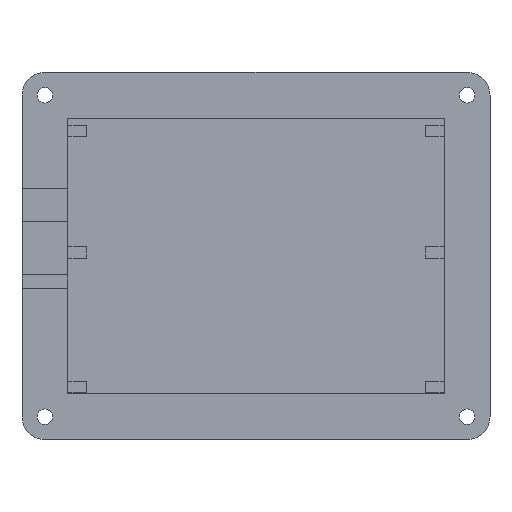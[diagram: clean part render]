
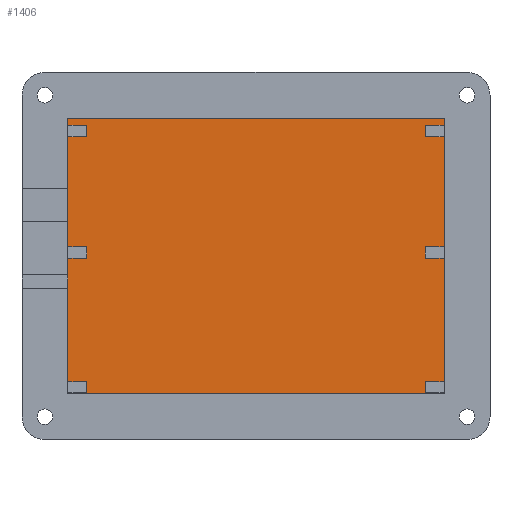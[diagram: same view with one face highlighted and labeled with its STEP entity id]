
A CAD part, front view. The second image highlights one B-rep face of the part: STEP entity #1406.
In plain terms, the highlighted planar face has unit normal (0, -1, 0).
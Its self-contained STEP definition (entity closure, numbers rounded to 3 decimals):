
#112=FACE_OUTER_BOUND('',#200,.T.);
#200=EDGE_LOOP('',(#1213,#1214,#1215,#1216,#1217,#1218,#1219,#1220,#1221,
#1222,#1223,#1224,#1225,#1226,#1227,#1228,#1229,#1230,#1231,#1232,#1233,
#1234,#1235,#1236,#1237,#1238,#1239,#1240));
#283=LINE('',#2048,#436);
#291=LINE('',#2064,#444);
#294=LINE('',#2069,#447);
#297=LINE('',#2074,#450);
#304=LINE('',#2096,#457);
#307=LINE('',#2101,#460);
#310=LINE('',#2106,#463);
#314=LINE('',#2114,#467);
#317=LINE('',#2119,#470);
#319=LINE('',#2123,#472);
#321=LINE('',#2127,#474);
#323=LINE('',#2131,#476);
#325=LINE('',#2135,#478);
#327=LINE('',#2139,#480);
#329=LINE('',#2143,#482);
#331=LINE('',#2147,#484);
#333=LINE('',#2151,#486);
#334=LINE('',#2153,#487);
#335=LINE('',#2155,#488);
#336=LINE('',#2158,#489);
#338=LINE('',#2162,#491);
#340=LINE('',#2166,#493);
#342=LINE('',#2169,#495);
#343=LINE('',#2171,#496);
#344=LINE('',#2173,#497);
#345=LINE('',#2175,#498);
#385=LINE('',#2296,#538);
#386=LINE('',#2298,#539);
#436=VECTOR('',#1628,10.);
#444=VECTOR('',#1636,10.);
#447=VECTOR('',#1639,10.);
#450=VECTOR('',#1642,10.);
#457=VECTOR('',#1659,10.);
#460=VECTOR('',#1662,10.);
#463=VECTOR('',#1665,10.);
#467=VECTOR('',#1669,10.);
#470=VECTOR('',#1674,10.);
#472=VECTOR('',#1678,10.);
#474=VECTOR('',#1682,10.);
#476=VECTOR('',#1686,10.);
#478=VECTOR('',#1690,10.);
#480=VECTOR('',#1694,10.);
#482=VECTOR('',#1698,10.);
#484=VECTOR('',#1702,10.);
#486=VECTOR('',#1706,10.);
#487=VECTOR('',#1709,10.);
#488=VECTOR('',#1712,10.);
#489=VECTOR('',#1715,10.);
#491=VECTOR('',#1719,10.);
#493=VECTOR('',#1723,10.);
#495=VECTOR('',#1727,10.);
#496=VECTOR('',#1730,10.);
#497=VECTOR('',#1733,10.);
#498=VECTOR('',#1736,10.);
#538=VECTOR('',#1874,10.);
#539=VECTOR('',#1877,10.);
#609=VERTEX_POINT('',#2045);
#610=VERTEX_POINT('',#2047);
#617=VERTEX_POINT('',#2061);
#618=VERTEX_POINT('',#2063);
#619=VERTEX_POINT('',#2066);
#620=VERTEX_POINT('',#2068);
#621=VERTEX_POINT('',#2071);
#622=VERTEX_POINT('',#2073);
#631=VERTEX_POINT('',#2093);
#632=VERTEX_POINT('',#2095);
#633=VERTEX_POINT('',#2098);
#634=VERTEX_POINT('',#2100);
#635=VERTEX_POINT('',#2103);
#636=VERTEX_POINT('',#2105);
#639=VERTEX_POINT('',#2111);
#640=VERTEX_POINT('',#2113);
#641=VERTEX_POINT('',#2117);
#642=VERTEX_POINT('',#2121);
#643=VERTEX_POINT('',#2125);
#644=VERTEX_POINT('',#2129);
#645=VERTEX_POINT('',#2133);
#646=VERTEX_POINT('',#2137);
#647=VERTEX_POINT('',#2141);
#648=VERTEX_POINT('',#2145);
#649=VERTEX_POINT('',#2149);
#650=VERTEX_POINT('',#2157);
#651=VERTEX_POINT('',#2161);
#652=VERTEX_POINT('',#2165);
#741=EDGE_CURVE('',#610,#609,#283,.T.);
#749=EDGE_CURVE('',#618,#617,#291,.T.);
#752=EDGE_CURVE('',#620,#619,#294,.T.);
#755=EDGE_CURVE('',#622,#621,#297,.T.);
#766=EDGE_CURVE('',#632,#631,#304,.T.);
#769=EDGE_CURVE('',#634,#633,#307,.T.);
#772=EDGE_CURVE('',#636,#635,#310,.T.);
#776=EDGE_CURVE('',#640,#639,#314,.T.);
#779=EDGE_CURVE('',#641,#622,#317,.T.);
#781=EDGE_CURVE('',#609,#642,#319,.T.);
#783=EDGE_CURVE('',#643,#640,#321,.T.);
#785=EDGE_CURVE('',#644,#620,#323,.T.);
#787=EDGE_CURVE('',#621,#645,#325,.T.);
#789=EDGE_CURVE('',#646,#632,#327,.T.);
#791=EDGE_CURVE('',#647,#618,#329,.T.);
#793=EDGE_CURVE('',#619,#648,#331,.T.);
#795=EDGE_CURVE('',#649,#634,#333,.T.);
#796=EDGE_CURVE('',#645,#644,#334,.T.);
#797=EDGE_CURVE('',#642,#641,#335,.T.);
#798=EDGE_CURVE('',#650,#643,#336,.T.);
#800=EDGE_CURVE('',#651,#646,#338,.T.);
#802=EDGE_CURVE('',#652,#649,#340,.T.);
#804=EDGE_CURVE('',#648,#647,#342,.T.);
#805=EDGE_CURVE('',#635,#652,#343,.T.);
#806=EDGE_CURVE('',#631,#650,#344,.T.);
#807=EDGE_CURVE('',#633,#651,#345,.T.);
#867=EDGE_CURVE('',#639,#610,#385,.T.);
#868=EDGE_CURVE('',#617,#636,#386,.T.);
#1213=ORIENTED_EDGE('',*,*,#783,.T.);
#1214=ORIENTED_EDGE('',*,*,#776,.T.);
#1215=ORIENTED_EDGE('',*,*,#867,.T.);
#1216=ORIENTED_EDGE('',*,*,#741,.T.);
#1217=ORIENTED_EDGE('',*,*,#781,.T.);
#1218=ORIENTED_EDGE('',*,*,#797,.T.);
#1219=ORIENTED_EDGE('',*,*,#779,.T.);
#1220=ORIENTED_EDGE('',*,*,#755,.T.);
#1221=ORIENTED_EDGE('',*,*,#787,.T.);
#1222=ORIENTED_EDGE('',*,*,#796,.T.);
#1223=ORIENTED_EDGE('',*,*,#785,.T.);
#1224=ORIENTED_EDGE('',*,*,#752,.T.);
#1225=ORIENTED_EDGE('',*,*,#793,.T.);
#1226=ORIENTED_EDGE('',*,*,#804,.T.);
#1227=ORIENTED_EDGE('',*,*,#791,.T.);
#1228=ORIENTED_EDGE('',*,*,#749,.T.);
#1229=ORIENTED_EDGE('',*,*,#868,.T.);
#1230=ORIENTED_EDGE('',*,*,#772,.T.);
#1231=ORIENTED_EDGE('',*,*,#805,.T.);
#1232=ORIENTED_EDGE('',*,*,#802,.T.);
#1233=ORIENTED_EDGE('',*,*,#795,.T.);
#1234=ORIENTED_EDGE('',*,*,#769,.T.);
#1235=ORIENTED_EDGE('',*,*,#807,.T.);
#1236=ORIENTED_EDGE('',*,*,#800,.T.);
#1237=ORIENTED_EDGE('',*,*,#789,.T.);
#1238=ORIENTED_EDGE('',*,*,#766,.T.);
#1239=ORIENTED_EDGE('',*,*,#806,.T.);
#1240=ORIENTED_EDGE('',*,*,#798,.T.);
#1338=PLANE('',#1530);
#1406=ADVANCED_FACE('',(#112),#1338,.T.);
#1530=AXIS2_PLACEMENT_3D('',#2307,#1890,#1891);
#1628=DIRECTION('',(0.,0.,-1.));
#1636=DIRECTION('',(0.,0.,-1.));
#1639=DIRECTION('',(0.,0.,-1.));
#1642=DIRECTION('',(0.,0.,-1.));
#1659=DIRECTION('',(0.,0.,1.));
#1662=DIRECTION('',(0.,0.,1.));
#1665=DIRECTION('',(0.,0.,1.));
#1669=DIRECTION('',(0.,0.,1.));
#1674=DIRECTION('',(-1.,0.,0.));
#1678=DIRECTION('',(1.,0.,0.));
#1682=DIRECTION('',(1.,0.,0.));
#1686=DIRECTION('',(-1.,0.,0.));
#1690=DIRECTION('',(1.,0.,0.));
#1694=DIRECTION('',(1.,0.,0.));
#1698=DIRECTION('',(-1.,0.,0.));
#1702=DIRECTION('',(1.,0.,0.));
#1706=DIRECTION('',(1.,0.,0.));
#1709=DIRECTION('',(0.,0.,-1.));
#1712=DIRECTION('',(0.,0.,-1.));
#1715=DIRECTION('',(0.,0.,1.));
#1719=DIRECTION('',(0.,0.,1.));
#1723=DIRECTION('',(0.,0.,1.));
#1727=DIRECTION('',(0.,0.,-1.));
#1730=DIRECTION('',(-1.,0.,0.));
#1733=DIRECTION('',(-1.,0.,0.));
#1736=DIRECTION('',(-1.,0.,0.));
#1874=DIRECTION('',(-1.,0.,0.));
#1877=DIRECTION('',(1.,0.,0.));
#1890=DIRECTION('center_axis',(0.,-1.,0.));
#1891=DIRECTION('ref_axis',(1.,0.,0.));
#2045=CARTESIAN_POINT('',(10.,14.67,-6.563));
#2047=CARTESIAN_POINT('',(10.,14.67,-5.));
#2048=CARTESIAN_POINT('',(10.,14.67,-20.063));
#2061=CARTESIAN_POINT('',(10.,14.67,-65.25));
#2063=CARTESIAN_POINT('',(10.,14.67,-65.052));
#2064=CARTESIAN_POINT('',(10.,14.67,-20.063));
#2066=CARTESIAN_POINT('',(10.,14.67,-62.552));
#2068=CARTESIAN_POINT('',(10.,14.67,-35.604));
#2069=CARTESIAN_POINT('',(10.,14.67,-20.063));
#2071=CARTESIAN_POINT('',(10.,14.67,-33.104));
#2073=CARTESIAN_POINT('',(10.,14.67,-9.063));
#2074=CARTESIAN_POINT('',(10.,14.67,-20.063));
#2093=CARTESIAN_POINT('',(92.25,14.67,-9.063));
#2095=CARTESIAN_POINT('',(92.25,14.67,-33.104));
#2096=CARTESIAN_POINT('',(92.25,14.67,-50.188));
#2098=CARTESIAN_POINT('',(92.25,14.67,-35.604));
#2100=CARTESIAN_POINT('',(92.25,14.67,-62.552));
#2101=CARTESIAN_POINT('',(92.25,14.67,-50.188));
#2103=CARTESIAN_POINT('',(92.25,14.67,-65.052));
#2105=CARTESIAN_POINT('',(92.25,14.67,-65.25));
#2106=CARTESIAN_POINT('',(92.25,14.67,-50.188));
#2111=CARTESIAN_POINT('',(92.25,14.67,-5.));
#2113=CARTESIAN_POINT('',(92.25,14.67,-6.563));
#2114=CARTESIAN_POINT('',(92.25,14.67,-50.188));
#2117=CARTESIAN_POINT('',(14.125,14.67,-9.063));
#2119=CARTESIAN_POINT('',(32.625,14.67,-9.063));
#2121=CARTESIAN_POINT('',(14.125,14.67,-6.563));
#2123=CARTESIAN_POINT('',(30.563,14.67,-6.563));
#2125=CARTESIAN_POINT('',(88.125,14.67,-6.563));
#2127=CARTESIAN_POINT('',(69.625,14.67,-6.563));
#2129=CARTESIAN_POINT('',(14.125,14.67,-35.604));
#2131=CARTESIAN_POINT('',(32.625,14.67,-35.604));
#2133=CARTESIAN_POINT('',(14.125,14.67,-33.104));
#2135=CARTESIAN_POINT('',(30.563,14.67,-33.104));
#2137=CARTESIAN_POINT('',(88.125,14.67,-33.104));
#2139=CARTESIAN_POINT('',(69.625,14.67,-33.104));
#2141=CARTESIAN_POINT('',(14.125,14.67,-65.052));
#2143=CARTESIAN_POINT('',(32.625,14.67,-65.052));
#2145=CARTESIAN_POINT('',(14.125,14.67,-62.552));
#2147=CARTESIAN_POINT('',(30.563,14.67,-62.552));
#2149=CARTESIAN_POINT('',(88.125,14.67,-62.552));
#2151=CARTESIAN_POINT('',(69.625,14.67,-62.552));
#2153=CARTESIAN_POINT('',(14.125,14.67,-34.115));
#2155=CARTESIAN_POINT('',(14.125,14.67,-20.844));
#2157=CARTESIAN_POINT('',(88.125,14.67,-9.063));
#2158=CARTESIAN_POINT('',(88.125,14.67,-22.094));
#2161=CARTESIAN_POINT('',(88.125,14.67,-35.604));
#2162=CARTESIAN_POINT('',(88.125,14.67,-35.365));
#2165=CARTESIAN_POINT('',(88.125,14.67,-65.052));
#2166=CARTESIAN_POINT('',(88.125,14.67,-50.088));
#2169=CARTESIAN_POINT('',(14.125,14.67,-48.838));
#2171=CARTESIAN_POINT('',(71.688,14.67,-65.052));
#2173=CARTESIAN_POINT('',(71.688,14.67,-9.063));
#2175=CARTESIAN_POINT('',(71.688,14.67,-35.604));
#2296=CARTESIAN_POINT('',(71.688,14.67,-5.));
#2298=CARTESIAN_POINT('',(30.563,14.67,-65.25));
#2307=CARTESIAN_POINT('Origin',(51.125,14.67,-35.125));
